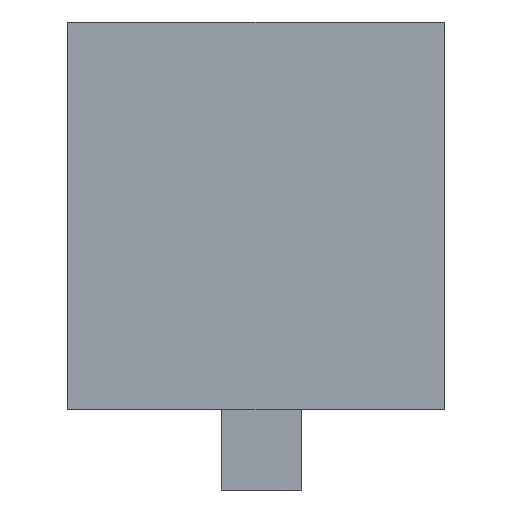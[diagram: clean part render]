
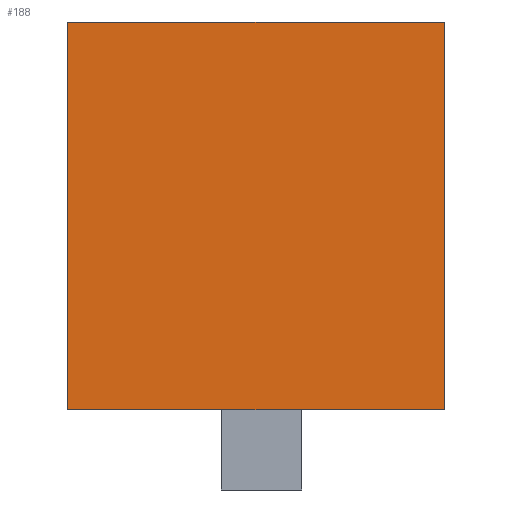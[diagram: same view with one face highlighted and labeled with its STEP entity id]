
A CAD part, front view. The second image highlights one B-rep face of the part: STEP entity #188.
In plain terms, the highlighted planar face has unit normal (0, -1, 0).
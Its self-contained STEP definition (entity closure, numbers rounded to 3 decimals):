
#22=FACE_OUTER_BOUND('',#32,.T.);
#32=EDGE_LOOP('',(#159,#160,#161,#162));
#48=LINE('',#291,#72);
#55=LINE('',#304,#79);
#56=LINE('',#307,#80);
#57=LINE('',#308,#81);
#72=VECTOR('',#240,10.);
#79=VECTOR('',#251,10.);
#80=VECTOR('',#254,10.);
#81=VECTOR('',#255,10.);
#92=VERTEX_POINT('',#288);
#93=VERTEX_POINT('',#290);
#97=VERTEX_POINT('',#302);
#98=VERTEX_POINT('',#306);
#112=EDGE_CURVE('',#93,#92,#48,.T.);
#119=EDGE_CURVE('',#92,#97,#55,.T.);
#120=EDGE_CURVE('',#98,#97,#56,.T.);
#121=EDGE_CURVE('',#93,#98,#57,.T.);
#159=ORIENTED_EDGE('',*,*,#112,.T.);
#160=ORIENTED_EDGE('',*,*,#119,.T.);
#161=ORIENTED_EDGE('',*,*,#120,.F.);
#162=ORIENTED_EDGE('',*,*,#121,.F.);
#178=PLANE('',#212);
#188=ADVANCED_FACE('',(#22),#178,.T.);
#212=AXIS2_PLACEMENT_3D('',#305,#252,#253);
#240=DIRECTION('',(1.,0.,0.));
#251=DIRECTION('',(0.,0.,1.));
#252=DIRECTION('center_axis',(0.,-1.,0.));
#253=DIRECTION('ref_axis',(1.,0.,0.));
#254=DIRECTION('',(1.,0.,0.));
#255=DIRECTION('',(0.,0.,1.));
#288=CARTESIAN_POINT('',(14.086,0.,0.));
#290=CARTESIAN_POINT('',(0.,0.,0.));
#291=CARTESIAN_POINT('',(0.,0.,0.));
#302=CARTESIAN_POINT('',(14.086,0.,14.5));
#304=CARTESIAN_POINT('',(14.086,0.,0.));
#305=CARTESIAN_POINT('Origin',(0.,0.,0.));
#306=CARTESIAN_POINT('',(0.,0.,14.5));
#307=CARTESIAN_POINT('',(0.,0.,14.5));
#308=CARTESIAN_POINT('',(0.,0.,0.));
